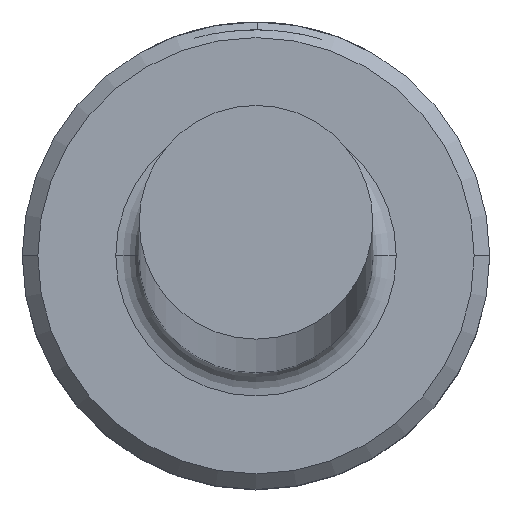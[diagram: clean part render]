
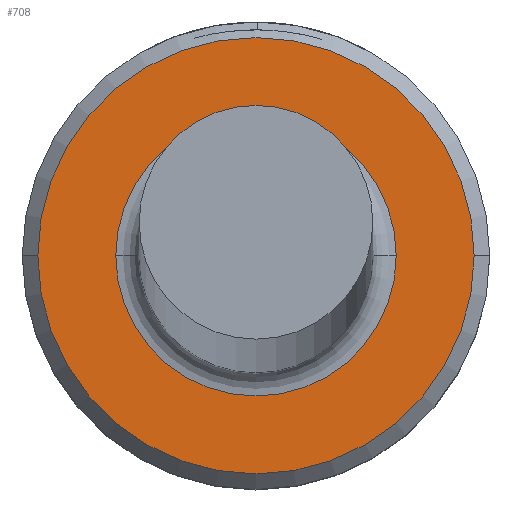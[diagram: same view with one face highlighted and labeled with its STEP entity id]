
A CAD part, top view. The second image highlights one B-rep face of the part: STEP entity #708.
In plain terms, the highlighted planar face has unit normal (0, 0, 1).
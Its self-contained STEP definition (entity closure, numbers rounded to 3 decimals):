
#2 = DIRECTION ( 'NONE',  ( 1., 0., 0. ) ) ;
#66 = DIRECTION ( 'NONE',  ( 0., 0., -1. ) ) ;
#85 = EDGE_LOOP ( 'NONE', ( #698, #865 ) ) ;
#101 = CARTESIAN_POINT ( 'NONE',  ( 1.8, 0., 4. ) ) ;
#108 = CARTESIAN_POINT ( 'NONE',  ( 0., 0., 4. ) ) ;
#120 = EDGE_CURVE ( 'NONE', #290, #344, #168, .T. ) ;
#167 = FACE_BOUND ( 'NONE', #1063, .T. ) ;
#168 = CIRCLE ( 'NONE', #973, 2.8 ) ;
#183 = CIRCLE ( 'NONE', #776, 2.8 ) ;
#210 = DIRECTION ( 'NONE',  ( 1., 0., 0. ) ) ;
#290 = VERTEX_POINT ( 'NONE', #631 ) ;
#344 = VERTEX_POINT ( 'NONE', #799 ) ;
#352 = PLANE ( 'NONE',  #753 ) ;
#362 = FACE_OUTER_BOUND ( 'NONE', #85, .T. ) ;
#431 = EDGE_CURVE ( 'NONE', #344, #290, #183, .T. ) ;
#440 = DIRECTION ( 'NONE',  ( 0., 0., -1. ) ) ;
#455 = AXIS2_PLACEMENT_3D ( 'NONE', #627, #66, #714 ) ;
#473 = CARTESIAN_POINT ( 'NONE',  ( 0., 0., 4. ) ) ;
#511 = AXIS2_PLACEMENT_3D ( 'NONE', #971, #440, #1050 ) ;
#564 = DIRECTION ( 'NONE',  ( 0., 0., 1. ) ) ;
#621 = ORIENTED_EDGE ( 'NONE', *, *, #672, .T. ) ;
#627 = CARTESIAN_POINT ( 'NONE',  ( 0., 0., 4. ) ) ;
#631 = CARTESIAN_POINT ( 'NONE',  ( 2.8, 0., 4. ) ) ;
#661 = EDGE_CURVE ( 'NONE', #729, #736, #1061, .T. ) ;
#672 = EDGE_CURVE ( 'NONE', #736, #729, #1076, .T. ) ;
#698 = ORIENTED_EDGE ( 'NONE', *, *, #431, .T. ) ;
#708 = ADVANCED_FACE ( 'NONE', ( #362, #167 ), #352, .T. ) ;
#714 = DIRECTION ( 'NONE',  ( -1., 0., 0. ) ) ;
#729 = VERTEX_POINT ( 'NONE', #101 ) ;
#736 = VERTEX_POINT ( 'NONE', #751 ) ;
#751 = CARTESIAN_POINT ( 'NONE',  ( -1.8, 0., 4. ) ) ;
#753 = AXIS2_PLACEMENT_3D ( 'NONE', #473, #564, #2 ) ;
#762 = DIRECTION ( 'NONE',  ( 0., 0., 1. ) ) ;
#776 = AXIS2_PLACEMENT_3D ( 'NONE', #108, #762, #210 ) ;
#783 = ORIENTED_EDGE ( 'NONE', *, *, #661, .T. ) ;
#799 = CARTESIAN_POINT ( 'NONE',  ( -2.8, 0., 4. ) ) ;
#865 = ORIENTED_EDGE ( 'NONE', *, *, #120, .T. ) ;
#971 = CARTESIAN_POINT ( 'NONE',  ( 0., 0., 4. ) ) ;
#973 = AXIS2_PLACEMENT_3D ( 'NONE', #1101, #1093, #1020 ) ;
#1020 = DIRECTION ( 'NONE',  ( 1., 0., 0. ) ) ;
#1050 = DIRECTION ( 'NONE',  ( -1., 0., 0. ) ) ;
#1061 = CIRCLE ( 'NONE', #511, 1.8 ) ;
#1063 = EDGE_LOOP ( 'NONE', ( #621, #783 ) ) ;
#1076 = CIRCLE ( 'NONE', #455, 1.8 ) ;
#1093 = DIRECTION ( 'NONE',  ( 0., 0., 1. ) ) ;
#1101 = CARTESIAN_POINT ( 'NONE',  ( 0., 0., 4. ) ) ;
